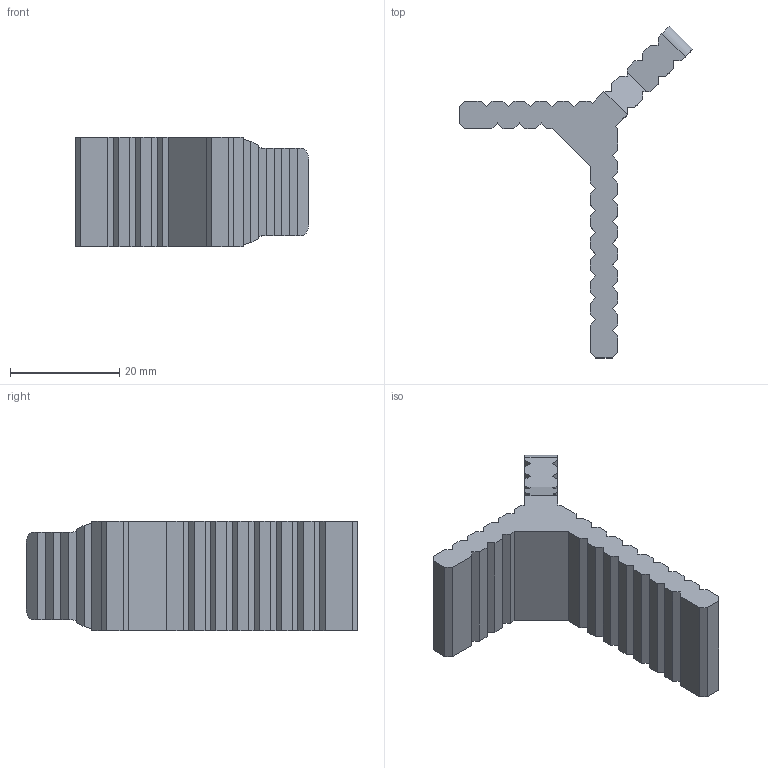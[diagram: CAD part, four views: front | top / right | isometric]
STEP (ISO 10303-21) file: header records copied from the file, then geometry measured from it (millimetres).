
FILE_DESCRIPTION(('STEP AP242'), '1');
FILE_NAME('item3dPrinterTermoboxAndDoorConnectorV2Bolt', '', ('UNSPECIFIED'), ('UNSPECIFIED'), 'C3D Converter', 'C3D Toolkit', '');
FILE_SCHEMA(('AP242_MANAGED_MODEL_BASED_3D_ENGINEERING_MIM_LF { 1 0 10303 442 1 1 4 }'));
Length unit declared in the file: millimetre
Bounding box: 42.76 x 60.76 x 20 mm (x, y, z)
Volume: 8732.3 mm3; surface area: 4920.3 mm2
Topology: 1 solids, 1 shells, 120 faces, 350 edges, 232 vertices
Faces by surface type: plane 118, cylinder 2
Entity records: 3921 total; most frequent: CARTESIAN_POINT 703, ORIENTED_EDGE 700, DIRECTION 596, EDGE_CURVE 350, LINE 346, VECTOR 346, VERTEX_POINT 232, AXIS2_PLACEMENT_3D 125
